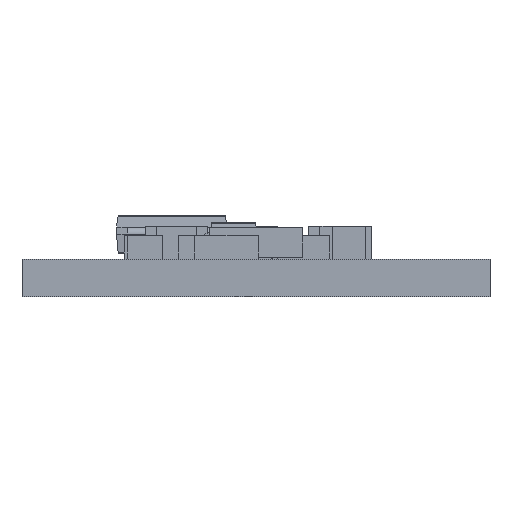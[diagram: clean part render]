
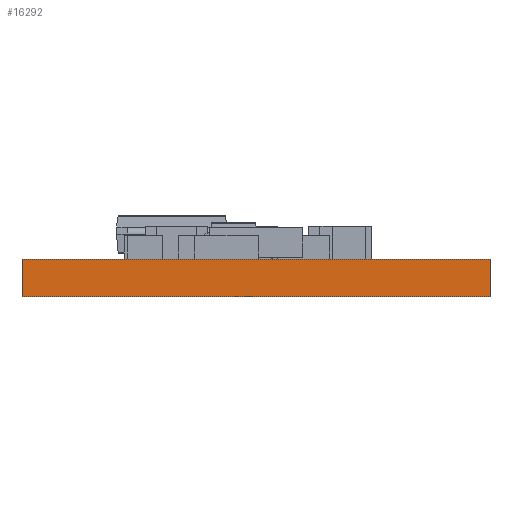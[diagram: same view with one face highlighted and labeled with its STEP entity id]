
A CAD part, front view. The second image highlights one B-rep face of the part: STEP entity #16292.
In plain terms, the highlighted planar face has unit normal (0, -1, 0).
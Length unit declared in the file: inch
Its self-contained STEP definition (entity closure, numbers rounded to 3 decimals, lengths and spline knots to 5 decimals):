
#1339 = CARTESIAN_POINT ( 'NONE',  ( 0., 0., 0.04 ) ) ;
#2184 = CARTESIAN_POINT ( 'NONE',  ( 0.5, 0., 0.04 ) ) ;
#4106 = LINE ( 'NONE', #19210, #36927 ) ;
#4227 = CARTESIAN_POINT ( 'NONE',  ( 0., 0., 0. ) ) ;
#4943 = VECTOR ( 'NONE', #35905, 39.37008 ) ;
#5170 = LINE ( 'NONE', #2184, #36220 ) ;
#9053 = EDGE_CURVE ( 'NONE', #19983, #27633, #13751, .T. ) ;
#10291 = EDGE_LOOP ( 'NONE', ( #42819, #39391, #35531, #11039 ) ) ;
#10680 = PLANE ( 'NONE',  #43590 ) ;
#11039 = ORIENTED_EDGE ( 'NONE', *, *, #13021, .T. ) ;
#13021 = EDGE_CURVE ( 'NONE', #29228, #19983, #24536, .T. ) ;
#13751 = LINE ( 'NONE', #28899, #20031 ) ;
#16292 = ADVANCED_FACE ( 'NONE', ( #43245 ), #10680, .F. ) ;
#16476 = DIRECTION ( 'NONE',  ( 0., 1., 0. ) ) ;
#17302 = DIRECTION ( 'NONE',  ( 0., 0., -1. ) ) ;
#19210 = CARTESIAN_POINT ( 'NONE',  ( 0., 0., 0.04 ) ) ;
#19983 = VERTEX_POINT ( 'NONE', #4227 ) ;
#20031 = VECTOR ( 'NONE', #22334, 39.37008 ) ;
#20799 = CARTESIAN_POINT ( 'NONE',  ( 0., 0., 0.04 ) ) ;
#22334 = DIRECTION ( 'NONE',  ( 1., 0., 0. ) ) ;
#22407 = CARTESIAN_POINT ( 'NONE',  ( 0., 0., 0.04 ) ) ;
#23654 = CARTESIAN_POINT ( 'NONE',  ( 0.5, 0., 0.04 ) ) ;
#24536 = LINE ( 'NONE', #20799, #4943 ) ;
#24542 = EDGE_CURVE ( 'NONE', #29228, #34901, #4106, .T. ) ;
#27633 = VERTEX_POINT ( 'NONE', #36120 ) ;
#27742 = EDGE_CURVE ( 'NONE', #34901, #27633, #5170, .T. ) ;
#28899 = CARTESIAN_POINT ( 'NONE',  ( 0., 0., 0. ) ) ;
#29066 = DIRECTION ( 'NONE',  ( 0., 0., 1. ) ) ;
#29228 = VERTEX_POINT ( 'NONE', #22407 ) ;
#34347 = DIRECTION ( 'NONE',  ( 1., 0., 0. ) ) ;
#34901 = VERTEX_POINT ( 'NONE', #23654 ) ;
#35531 = ORIENTED_EDGE ( 'NONE', *, *, #24542, .F. ) ;
#35905 = DIRECTION ( 'NONE',  ( 0., 0., -1. ) ) ;
#36120 = CARTESIAN_POINT ( 'NONE',  ( 0.5, 0., 0. ) ) ;
#36220 = VECTOR ( 'NONE', #17302, 39.37008 ) ;
#36927 = VECTOR ( 'NONE', #34347, 39.37008 ) ;
#39391 = ORIENTED_EDGE ( 'NONE', *, *, #27742, .F. ) ;
#42819 = ORIENTED_EDGE ( 'NONE', *, *, #9053, .T. ) ;
#43245 = FACE_OUTER_BOUND ( 'NONE', #10291, .T. ) ;
#43590 = AXIS2_PLACEMENT_3D ( 'NONE', #1339, #16476, #29066 ) ;
